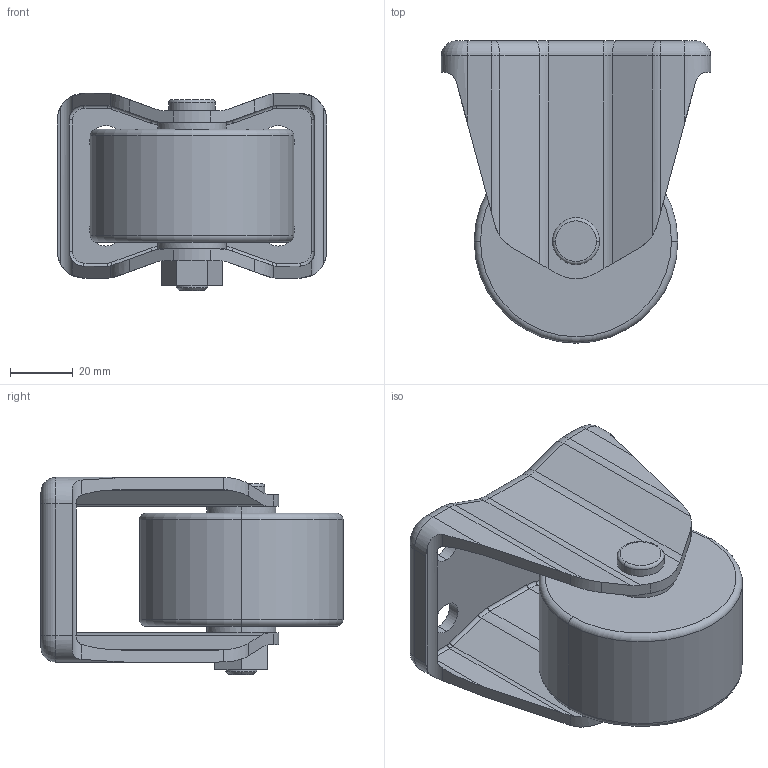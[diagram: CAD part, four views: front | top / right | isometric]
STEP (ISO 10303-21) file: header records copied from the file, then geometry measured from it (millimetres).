
FILE_DESCRIPTION (( 'STEP AP203' ), '1' );
FILE_NAME ('K-558-65.STEP', '2019-03-28T01:59:07', ( '' ), ( '' ), 'SwSTEP 2.0', 'SolidWorks 2014', '' );
FILE_SCHEMA (( 'CONFIG_CONTROL_DESIGN' ));
Length unit declared in the file: millimetre
Products named in the file (1): K-558-65
Bounding box: 86 x 96.5 x 63 mm (x, y, z)
Volume: 174188.5 mm3; surface area: 42200.6 mm2
Topology: 1 solids, 1 shells, 160 faces, 404 edges, 248 vertices
Faces by surface type: cylinder 74, plane 54, torus 30, cone 2
Entity records: 4987 total; most frequent: CARTESIAN_POINT 1065, DIRECTION 836, ORIENTED_EDGE 808, EDGE_CURVE 404, AXIS2_PLACEMENT_3D 323, VERTEX_POINT 248, LINE 190, VECTOR 190
